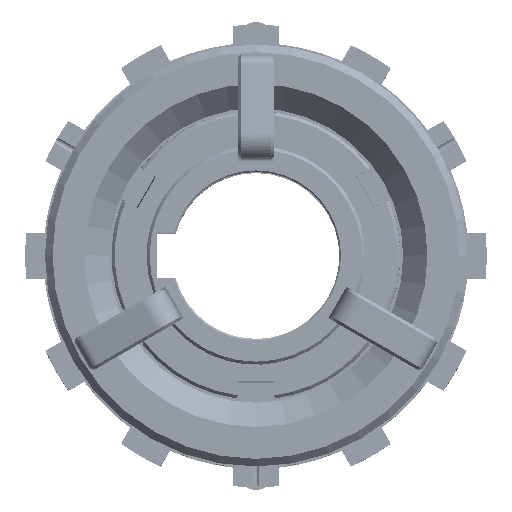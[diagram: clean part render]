
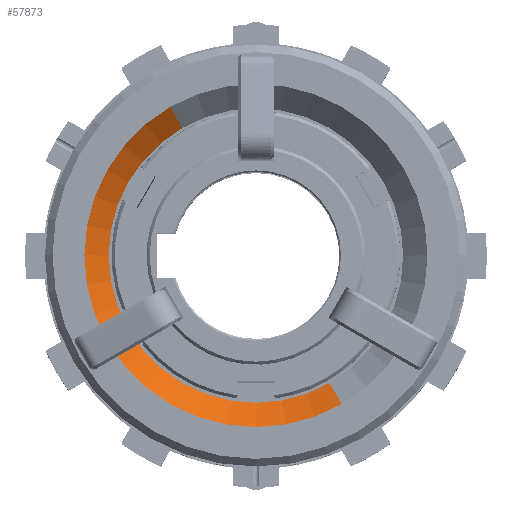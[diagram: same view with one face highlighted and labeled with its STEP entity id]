
A CAD part, top view. The second image highlights one B-rep face of the part: STEP entity #57873.
In plain terms, the highlighted conical face has half-angle 45 degrees and reference radius 48.5 mm.
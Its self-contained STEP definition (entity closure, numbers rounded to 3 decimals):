
#9009 = DIRECTION ( 'NONE',  ( 0.354, -0.612, 0.707 ) ) ;
#9011 = VECTOR ( 'NONE', #9009, 1000. ) ;
#9013 = CARTESIAN_POINT ( 'NONE',  ( 15.292, -17.762, 74.722 ) ) ;
#9015 = LINE ( 'NONE', #9013, #9011 ) ;
#9027 = CARTESIAN_POINT ( 'NONE',  ( 15.292, -17.762, 74.722 ) ) ;
#9028 = CARTESIAN_POINT ( 'NONE',  ( -33.208, 66.242, 74.722 ) ) ;
#9093 = DIRECTION ( 'NONE',  ( -0.354, 0.612, 0.707 ) ) ;
#9094 = VECTOR ( 'NONE', #9093, 1000. ) ;
#9096 = CARTESIAN_POINT ( 'NONE',  ( -33.208, 66.242, 74.722 ) ) ;
#9097 = LINE ( 'NONE', #9096, #9094 ) ;
#9118 = CARTESIAN_POINT ( 'NONE',  ( -37.208, 73.171, 82.722 ) ) ;
#9129 = CARTESIAN_POINT ( 'NONE',  ( 19.292, -24.69, 82.722 ) ) ;
#27017 = DIRECTION ( 'NONE',  ( -0.5, 0.866, 0. ) ) ;
#27018 = DIRECTION ( 'NONE',  ( 0., 0., 1. ) ) ;
#27019 = AXIS2_PLACEMENT_3D ( 'NONE', #27030, #27018, #27017 ) ;
#27030 = CARTESIAN_POINT ( 'NONE',  ( -8.958, 24.24, 74.722 ) ) ;
#27031 = CONICAL_SURFACE ( 'NONE', #27019, 48.5, 0.785 ) ;
#27032 = FACE_OUTER_BOUND ( 'NONE', #57875, .T. ) ;
#27114 = DIRECTION ( 'NONE',  ( 0., 0., -1. ) ) ;
#27117 = CARTESIAN_POINT ( 'NONE',  ( -8.958, 24.24, 82.722 ) ) ;
#27119 = AXIS2_PLACEMENT_3D ( 'NONE', #27117, #27114, #27293 ) ;
#27121 = CIRCLE ( 'NONE', #27119, 56.5 ) ;
#27165 = DIRECTION ( 'NONE',  ( -0.5, 0.866, 0. ) ) ;
#27166 = DIRECTION ( 'NONE',  ( 0., 0., -1. ) ) ;
#27168 = CARTESIAN_POINT ( 'NONE',  ( -8.958, 24.24, 74.722 ) ) ;
#27170 = AXIS2_PLACEMENT_3D ( 'NONE', #27168, #27166, #27165 ) ;
#27172 = CIRCLE ( 'NONE', #27170, 48.5 ) ;
#27293 = DIRECTION ( 'NONE',  ( -0.5, 0.866, 0. ) ) ;
#57873 = ADVANCED_FACE ( 'NONE', ( #27032 ), #27031, .F. ) ;
#57875 = EDGE_LOOP ( 'NONE', ( #57881, #57885, #57895, #57898 ) ) ;
#57881 = ORIENTED_EDGE ( 'NONE', *, *, #106872, .F. ) ;
#57885 = ORIENTED_EDGE ( 'NONE', *, *, #57891, .T. ) ;
#57891 = EDGE_CURVE ( 'NONE', #106868, #106867, #27172, .T. ) ;
#57895 = ORIENTED_EDGE ( 'NONE', *, *, #106913, .T. ) ;
#57898 = ORIENTED_EDGE ( 'NONE', *, *, #57903, .F. ) ;
#57903 = EDGE_CURVE ( 'NONE', #106903, #106908, #27121, .T. ) ;
#106867 = VERTEX_POINT ( 'NONE', #9028 ) ;
#106868 = VERTEX_POINT ( 'NONE', #9027 ) ;
#106872 = EDGE_CURVE ( 'NONE', #106868, #106903, #9015, .T. ) ;
#106903 = VERTEX_POINT ( 'NONE', #9129 ) ;
#106908 = VERTEX_POINT ( 'NONE', #9118 ) ;
#106913 = EDGE_CURVE ( 'NONE', #106867, #106908, #9097, .T. ) ;
